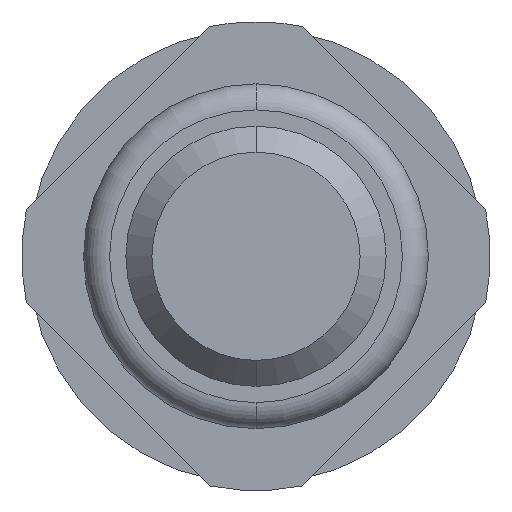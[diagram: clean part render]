
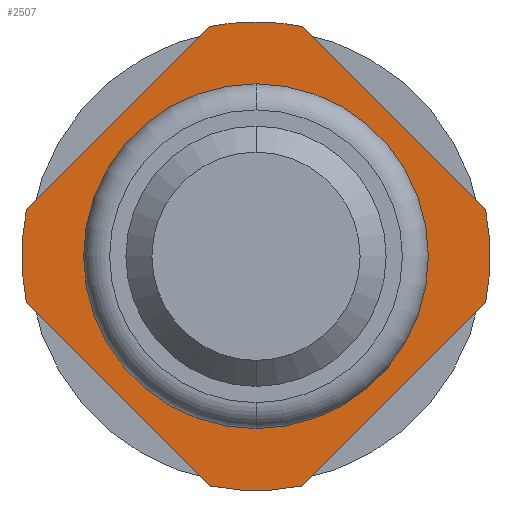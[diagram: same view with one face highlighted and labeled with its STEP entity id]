
A CAD part, front view. The second image highlights one B-rep face of the part: STEP entity #2507.
In plain terms, the highlighted planar face has unit normal (0, -1, 0).
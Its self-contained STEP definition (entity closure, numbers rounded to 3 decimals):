
#26 = CARTESIAN_POINT ( 'NONE',  ( 0., -2., 0. ) ) ;
#61 = DIRECTION ( 'NONE',  ( 0., 1., 0. ) ) ;
#82 = VERTEX_POINT ( 'NONE', #252 ) ;
#101 = EDGE_CURVE ( 'Defeature ausgef�hrt4_3+Defeature ausgef�hrt4_0+Defeature ausgef�hrt4_16+Defeature ausgef�hrt4_17', #2709, #1897, #1698, .T. ) ;
#224 = DIRECTION ( 'NONE',  ( 0., 1., 0. ) ) ;
#225 = ORIENTED_EDGE ( 'NONE', *, *, #1653, .T. ) ;
#252 = CARTESIAN_POINT ( 'NONE',  ( -0.357, -2., -1.764 ) ) ;
#306 = CIRCLE ( 'NONE', #841, 1.8 ) ;
#308 = DIRECTION ( 'NONE',  ( 0., 0., 1. ) ) ;
#347 = DIRECTION ( 'NONE',  ( 0., 0., 1. ) ) ;
#480 = VERTEX_POINT ( 'NONE', #2721 ) ;
#488 = AXIS2_PLACEMENT_3D ( 'NONE', #2074, #61, #347 ) ;
#562 = CARTESIAN_POINT ( 'NONE',  ( -0.161, -2., -1.961 ) ) ;
#582 = CARTESIAN_POINT ( 'NONE',  ( 0.357, -2., -1.764 ) ) ;
#625 = EDGE_CURVE ( 'Defeature ausgef�hrt4_1+Defeature ausgef�hrt4_0+Defeature ausgef�hrt4_18+Defeature ausgef�hrt4_15', #480, #3287, #306, .T. ) ;
#628 = VERTEX_POINT ( 'NONE', #3728 ) ;
#662 = VERTEX_POINT ( 'NONE', #582 ) ;
#693 = LINE ( 'NONE', #562, #2161 ) ;
#790 = DIRECTION ( 'NONE',  ( 0., 0., 1. ) ) ;
#809 = CARTESIAN_POINT ( 'NONE',  ( 0., -2., 0. ) ) ;
#833 = DIRECTION ( 'NONE',  ( 0., 0., 1. ) ) ;
#841 = AXIS2_PLACEMENT_3D ( 'NONE', #2308, #3700, #870 ) ;
#867 = ORIENTED_EDGE ( 'NONE', *, *, #2768, .F. ) ;
#870 = DIRECTION ( 'NONE',  ( 0., 0., 1. ) ) ;
#887 = DIRECTION ( 'NONE',  ( 0.707, 0., -0.707 ) ) ;
#912 = ORIENTED_EDGE ( 'NONE', *, *, #1547, .F. ) ;
#950 = FACE_BOUND ( 'NONE', #3617, .T. ) ;
#954 = AXIS2_PLACEMENT_3D ( 'NONE', #3261, #3545, #1603 ) ;
#1061 = CARTESIAN_POINT ( 'NONE',  ( 0., -2., 0. ) ) ;
#1064 = LINE ( 'NONE', #1640, #3184 ) ;
#1093 = DIRECTION ( 'NONE',  ( 0., 0., 1. ) ) ;
#1174 = LINE ( 'NONE', #3102, #2156 ) ;
#1200 = DIRECTION ( 'NONE',  ( 0., 1., 0. ) ) ;
#1225 = CIRCLE ( 'NONE', #1561, 1.325 ) ;
#1294 = EDGE_CURVE ( 'Defeature ausgef�hrt4_0+Defeature ausgef�hrt4_12+Defeature ausgef�hrt4_12+Defeature ausgef�hrt4_12', #628, #2720, #1735, .T. ) ;
#1366 = DIRECTION ( 'NONE',  ( 0.707, 0., 0.707 ) ) ;
#1410 = PLANE ( 'NONE',  #2300 ) ;
#1427 = CARTESIAN_POINT ( 'NONE',  ( 1.961, -2., 0.161 ) ) ;
#1464 = AXIS2_PLACEMENT_3D ( 'NONE', #809, #2814, #1093 ) ;
#1481 = VECTOR ( 'NONE', #887, 1000. ) ;
#1528 = ORIENTED_EDGE ( 'NONE', *, *, #101, .F. ) ;
#1547 = EDGE_CURVE ( 'Defeature ausgef�hrt4_15+Defeature ausgef�hrt4_0+Defeature ausgef�hrt4_1+Defeature ausgef�hrt4_4', #3287, #662, #1064, .T. ) ;
#1561 = AXIS2_PLACEMENT_3D ( 'NONE', #2233, #2265, #3119 ) ;
#1603 = DIRECTION ( 'NONE',  ( 0., 0., 1. ) ) ;
#1611 = AXIS2_PLACEMENT_3D ( 'NONE', #1061, #224, #790 ) ;
#1640 = CARTESIAN_POINT ( 'NONE',  ( 1.961, -2., -0.161 ) ) ;
#1653 = EDGE_CURVE ( 'Defeature ausgef�hrt4_0+Defeature ausgef�hrt4_12+Defeature ausgef�hrt4_12+Defeature ausgef�hrt4_12', #2720, #628, #1225, .T. ) ;
#1698 = CIRCLE ( 'NONE', #1464, 1.8 ) ;
#1735 = CIRCLE ( 'NONE', #488, 1.325 ) ;
#1817 = CARTESIAN_POINT ( 'NONE',  ( 0., -2., 1.325 ) ) ;
#1897 = VERTEX_POINT ( 'NONE', #3666 ) ;
#1913 = EDGE_CURVE ( 'Defeature ausgef�hrt4_4+Defeature ausgef�hrt4_0+Defeature ausgef�hrt4_15+Defeature ausgef�hrt4_16', #662, #82, #3569, .T. ) ;
#1990 = ORIENTED_EDGE ( 'NONE', *, *, #625, .F. ) ;
#2008 = DIRECTION ( 'NONE',  ( -0.707, 0., 0.707 ) ) ;
#2074 = CARTESIAN_POINT ( 'NONE',  ( 0., -2., 0. ) ) ;
#2127 = CARTESIAN_POINT ( 'NONE',  ( 1.764, -2., -0.357 ) ) ;
#2132 = EDGE_CURVE ( 'Defeature ausgef�hrt4_16+Defeature ausgef�hrt4_0+Defeature ausgef�hrt4_4+Defeature ausgef�hrt4_3', #82, #2709, #693, .T. ) ;
#2149 = LINE ( 'NONE', #1427, #1481 ) ;
#2150 = ORIENTED_EDGE ( 'NONE', *, *, #2163, .F. ) ;
#2156 = VECTOR ( 'NONE', #1366, 1000. ) ;
#2161 = VECTOR ( 'NONE', #2008, 1000. ) ;
#2163 = EDGE_CURVE ( 'Defeature ausgef�hrt4_2+Defeature ausgef�hrt4_0+Defeature ausgef�hrt4_17+Defeature ausgef�hrt4_18', #2230, #2382, #3294, .T. ) ;
#2207 = CARTESIAN_POINT ( 'NONE',  ( 0.357, -2., 1.764 ) ) ;
#2230 = VERTEX_POINT ( 'NONE', #2647 ) ;
#2233 = CARTESIAN_POINT ( 'NONE',  ( 0., -2., 0. ) ) ;
#2265 = DIRECTION ( 'NONE',  ( 0., 1., 0. ) ) ;
#2294 = FACE_OUTER_BOUND ( 'NONE', #2529, .T. ) ;
#2300 = AXIS2_PLACEMENT_3D ( 'NONE', #3401, #2871, #833 ) ;
#2308 = CARTESIAN_POINT ( 'NONE',  ( 0., -2., 0. ) ) ;
#2382 = VERTEX_POINT ( 'NONE', #2207 ) ;
#2507 = ADVANCED_FACE ( 'Defeature ausgef�hrt4_0', ( #950, #2294 ), #1410, .F. ) ;
#2529 = EDGE_LOOP ( 'NONE', ( #2687, #2150, #867, #3600, #1528, #3099, #2567, #912, #1990 ) ) ;
#2542 = ORIENTED_EDGE ( 'NONE', *, *, #1294, .T. ) ;
#2567 = ORIENTED_EDGE ( 'NONE', *, *, #1913, .F. ) ;
#2647 = CARTESIAN_POINT ( 'NONE',  ( 0., -2., 1.8 ) ) ;
#2651 = CIRCLE ( 'NONE', #954, 1.8 ) ;
#2687 = ORIENTED_EDGE ( 'NONE', *, *, #3570, .F. ) ;
#2708 = CARTESIAN_POINT ( 'NONE',  ( -0.357, -2., 1.764 ) ) ;
#2709 = VERTEX_POINT ( 'NONE', #3007 ) ;
#2720 = VERTEX_POINT ( 'NONE', #1817 ) ;
#2721 = CARTESIAN_POINT ( 'NONE',  ( 1.764, -2., 0.357 ) ) ;
#2732 = VERTEX_POINT ( 'NONE', #2708 ) ;
#2767 = AXIS2_PLACEMENT_3D ( 'NONE', #26, #1200, #308 ) ;
#2768 = EDGE_CURVE ( 'Defeature ausgef�hrt4_2+Defeature ausgef�hrt4_0+Defeature ausgef�hrt4_17+Defeature ausgef�hrt4_18', #2732, #2230, #2651, .T. ) ;
#2814 = DIRECTION ( 'NONE',  ( 0., 1., 0. ) ) ;
#2871 = DIRECTION ( 'NONE',  ( 0., 1., 0. ) ) ;
#2923 = EDGE_CURVE ( 'Defeature ausgef�hrt4_17+Defeature ausgef�hrt4_0+Defeature ausgef�hrt4_3+Defeature ausgef�hrt4_2', #1897, #2732, #1174, .T. ) ;
#3007 = CARTESIAN_POINT ( 'NONE',  ( -1.764, -2., -0.357 ) ) ;
#3099 = ORIENTED_EDGE ( 'NONE', *, *, #2132, .F. ) ;
#3102 = CARTESIAN_POINT ( 'NONE',  ( -0.161, -2., 1.961 ) ) ;
#3119 = DIRECTION ( 'NONE',  ( 0., 0., 1. ) ) ;
#3184 = VECTOR ( 'NONE', #3319, 1000. ) ;
#3261 = CARTESIAN_POINT ( 'NONE',  ( 0., -2., 0. ) ) ;
#3287 = VERTEX_POINT ( 'NONE', #2127 ) ;
#3294 = CIRCLE ( 'NONE', #2767, 1.8 ) ;
#3319 = DIRECTION ( 'NONE',  ( -0.707, 0., -0.707 ) ) ;
#3401 = CARTESIAN_POINT ( 'NONE',  ( 1.8, -2., 0. ) ) ;
#3545 = DIRECTION ( 'NONE',  ( 0., 1., 0. ) ) ;
#3569 = CIRCLE ( 'NONE', #1611, 1.8 ) ;
#3570 = EDGE_CURVE ( 'Defeature ausgef�hrt4_18+Defeature ausgef�hrt4_0+Defeature ausgef�hrt4_2+Defeature ausgef�hrt4_1', #2382, #480, #2149, .T. ) ;
#3600 = ORIENTED_EDGE ( 'NONE', *, *, #2923, .F. ) ;
#3617 = EDGE_LOOP ( 'NONE', ( #225, #2542 ) ) ;
#3666 = CARTESIAN_POINT ( 'NONE',  ( -1.764, -2., 0.357 ) ) ;
#3700 = DIRECTION ( 'NONE',  ( 0., 1., 0. ) ) ;
#3728 = CARTESIAN_POINT ( 'NONE',  ( 0., -2., -1.325 ) ) ;
